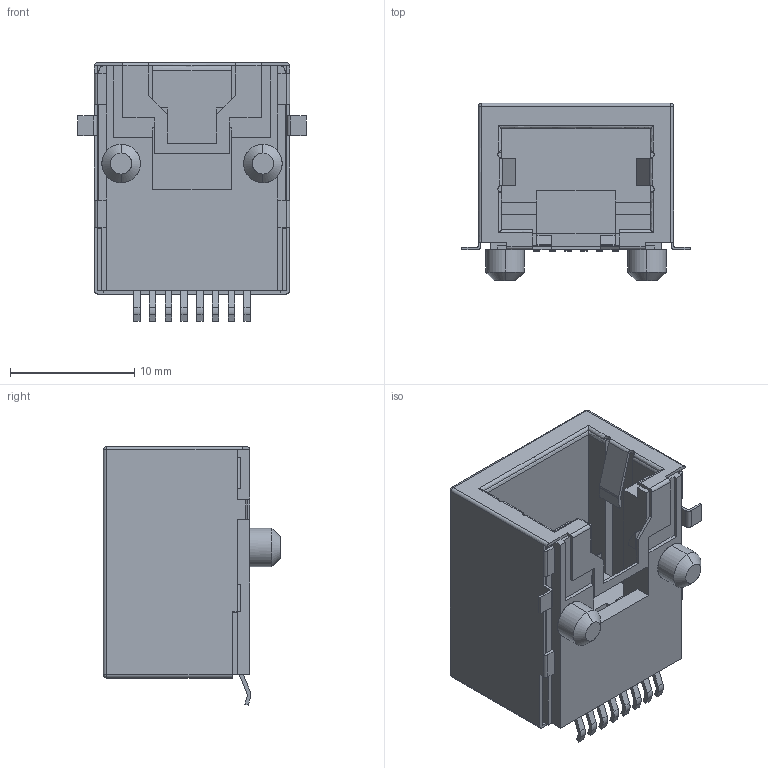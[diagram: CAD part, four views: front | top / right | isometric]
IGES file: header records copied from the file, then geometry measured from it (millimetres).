
Start section: SolidWorks IGES file using analytic representation for surfaces
Global section: file name: GMX-SMT2-S2-88_rA7.IGS; native system: SolidWorks 2014; preprocessor: SolidWorks 2014; author: Daniel; date: 140912.100911; units: millimetre
Bounding box: 18.4 x 14.3 x 20.85 mm (x, y, z)
Surface area: 3780.9 mm2 (no closed solid volume)
Topology: 0 solids, 0 shells, 288 faces, 1936 edges, 1930 vertices
Faces by surface type: bspline 211, revolution 77
